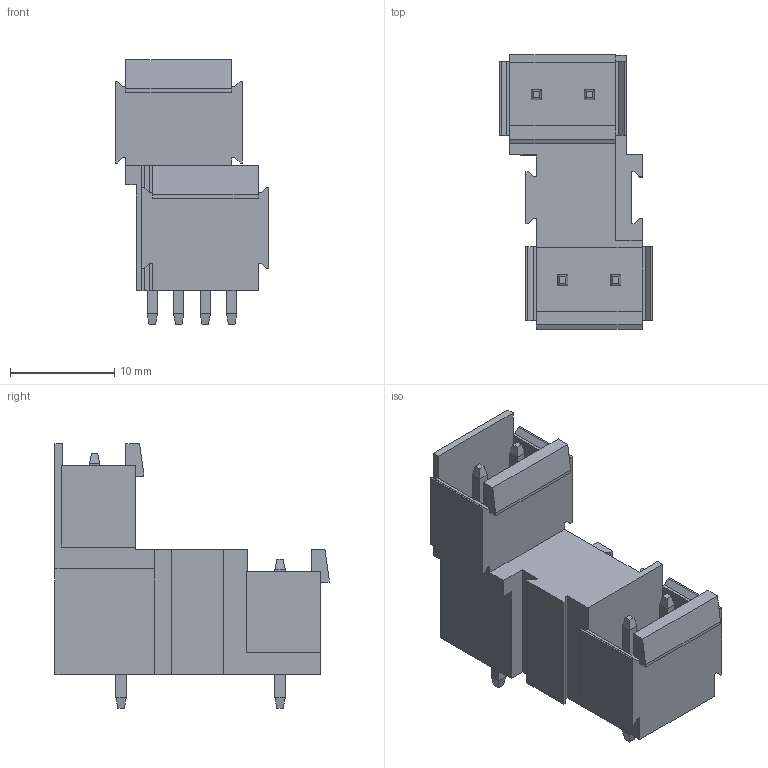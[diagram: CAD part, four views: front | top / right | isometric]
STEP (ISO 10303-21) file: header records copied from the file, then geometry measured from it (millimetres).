
FILE_DESCRIPTION(('CATIA V5 STEP Exchange','CAx-IF Rec.Pracs.--- Model Styling and Organization---1.2---2011-12-15'),'2;1');
FILE_NAME ('D1454998_0_1726740000_1726740000.stp','2018-11-10T05:42:56+00:00',('none'),('Weidmueller'),'CATIA Version 5-6 Release 2014','CATIA V5 STEP AP214','none');
FILE_SCHEMA(('AUTOMOTIVE_DESIGN { 1 0 10303 214 1 1 1 1 }'));
Length unit declared in the file: millimetre
Products named in the file (1): 1726740000
Bounding box: 14.7 x 26.28 x 25.36 mm (x, y, z)
Volume: 3103 mm3; surface area: 2933.2 mm2
Topology: 5 solids, 5 shells, 191 faces, 503 edges, 322 vertices
Faces by surface type: plane 175, cylinder 16
Entity records: 5458 total; most frequent: ORIENTED_EDGE 1006, CARTESIAN_POINT 989, DIRECTION 733, EDGE_CURVE 503, VECTOR 439, LINE 439, VERTEX_POINT 322, EDGE_LOOP 199
